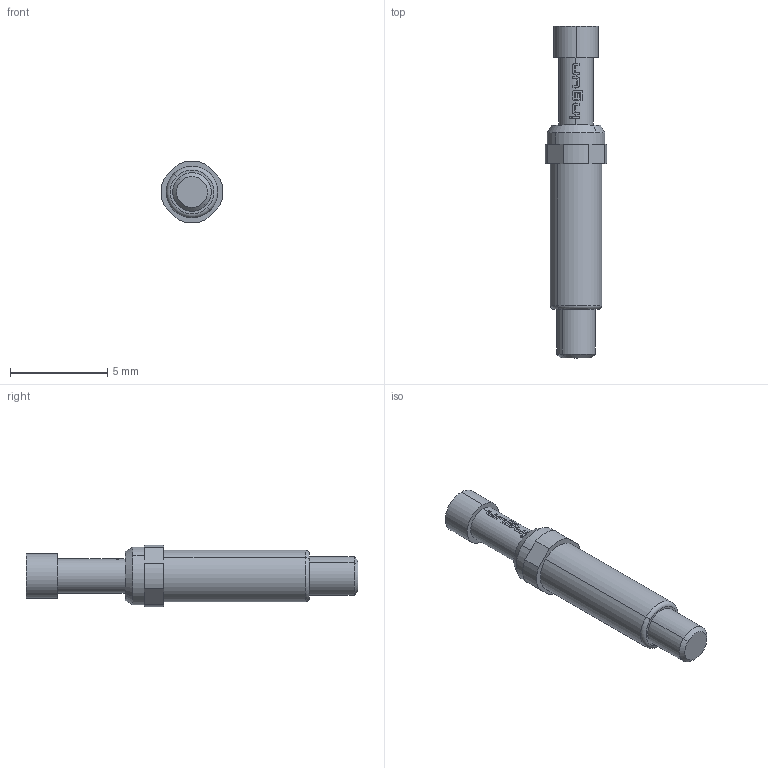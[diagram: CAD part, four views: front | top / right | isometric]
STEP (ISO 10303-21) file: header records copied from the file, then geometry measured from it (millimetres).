
FILE_DESCRIPTION (( 'STEP AP203' ), '1' );
FILE_NAME ('INGUN_GKS-913_303_230_A_xx02_M.STEP', '2021-09-20T05:48:59', ( 'ochi' ), ( '' ), 'SwSTEP 2.0', 'SolidWorks 2018', '' );
FILE_SCHEMA (( 'CONFIG_CONTROL_DESIGN' ));
Length unit declared in the file: millimetre
Products named in the file (1): INGUN_GKS-913_303_230_A_xx02_M
Bounding box: 3.19 x 17.1 x 3.19 mm (x, y, z)
Volume: 77.3 mm3; surface area: 146.1 mm2
Topology: 1 solids, 1 shells, 104 faces, 285 edges, 187 vertices
Faces by surface type: plane 38, bspline 34, cylinder 24, cone 6, torus 2
Entity records: 4417 total; most frequent: CARTESIAN_POINT 2180, ORIENTED_EDGE 566, EDGE_CURVE 283, DIRECTION 259, B_SPLINE_CURVE_WITH_KNOTS 204, VERTEX_POINT 187, EDGE_LOOP 110, AXIS2_PLACEMENT_3D 109
